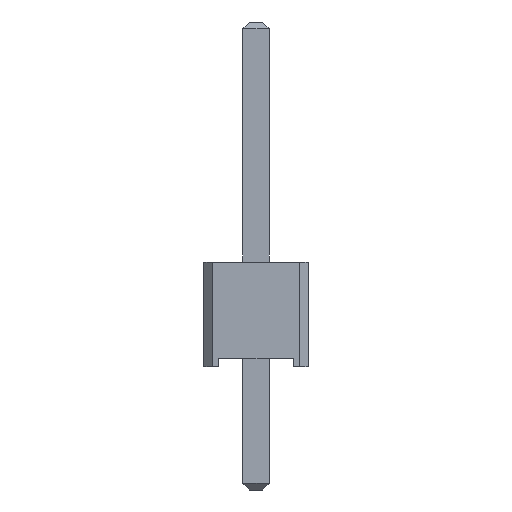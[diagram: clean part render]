
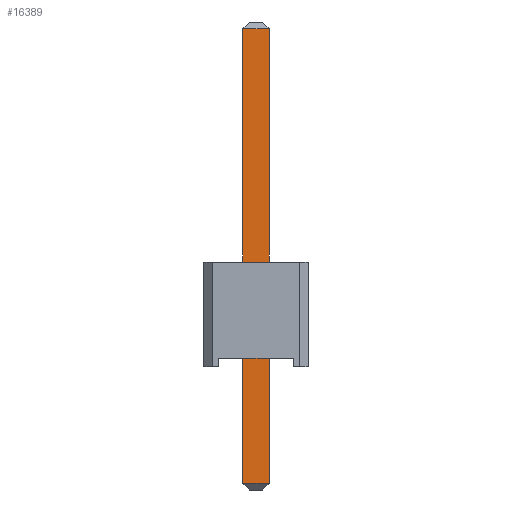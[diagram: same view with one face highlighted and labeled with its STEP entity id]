
A CAD part, left-side view. The second image highlights one B-rep face of the part: STEP entity #16389.
In plain terms, the highlighted planar face has unit normal (-1, 0, 0).
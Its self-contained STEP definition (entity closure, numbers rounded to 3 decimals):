
#16273 = EDGE_CURVE('',#16274,#16276,#16278,.T.);
#16274 = VERTEX_POINT('',#16275);
#16275 = CARTESIAN_POINT('',(-0.32,0.32,-2.84));
#16276 = VERTEX_POINT('',#16277);
#16277 = CARTESIAN_POINT('',(-0.32,0.32,8.22));
#16278 = SURFACE_CURVE('',#16279,(#16283,#16295),.PCURVE_S1.);
#16279 = LINE('',#16280,#16281);
#16280 = CARTESIAN_POINT('',(-0.32,0.32,-3.));
#16281 = VECTOR('',#16282,1.);
#16282 = DIRECTION('',(0.,0.,1.));
#16283 = PCURVE('',#16284,#16289);
#16284 = PLANE('',#16285);
#16285 = AXIS2_PLACEMENT_3D('',#16286,#16287,#16288);
#16286 = CARTESIAN_POINT('',(-0.32,0.32,-3.));
#16287 = DIRECTION('',(0.,1.,0.));
#16288 = DIRECTION('',(1.,0.,0.));
#16289 = DEFINITIONAL_REPRESENTATION('',(#16290),#16294);
#16290 = LINE('',#16291,#16292);
#16291 = CARTESIAN_POINT('',(0.,0.));
#16292 = VECTOR('',#16293,1.);
#16293 = DIRECTION('',(0.,-1.));
#16294 = ( GEOMETRIC_REPRESENTATION_CONTEXT(2) 
PARAMETRIC_REPRESENTATION_CONTEXT() REPRESENTATION_CONTEXT('2D SPACE',''
  ) );
#16295 = PCURVE('',#16296,#16301);
#16296 = PLANE('',#16297);
#16297 = AXIS2_PLACEMENT_3D('',#16298,#16299,#16300);
#16298 = CARTESIAN_POINT('',(-0.32,-0.32,-3.));
#16299 = DIRECTION('',(-1.,0.,0.));
#16300 = DIRECTION('',(0.,1.,0.));
#16301 = DEFINITIONAL_REPRESENTATION('',(#16302),#16306);
#16302 = LINE('',#16303,#16304);
#16303 = CARTESIAN_POINT('',(0.64,0.));
#16304 = VECTOR('',#16305,1.);
#16305 = DIRECTION('',(0.,-1.));
#16306 = ( GEOMETRIC_REPRESENTATION_CONTEXT(2) 
PARAMETRIC_REPRESENTATION_CONTEXT() REPRESENTATION_CONTEXT('2D SPACE',''
  ) );
#16389 = ADVANCED_FACE('',(#16390),#16296,.T.);
#16390 = FACE_BOUND('',#16391,.T.);
#16391 = EDGE_LOOP('',(#16392,#16422,#16448,#16449));
#16392 = ORIENTED_EDGE('',*,*,#16393,.T.);
#16393 = EDGE_CURVE('',#16394,#16396,#16398,.T.);
#16394 = VERTEX_POINT('',#16395);
#16395 = CARTESIAN_POINT('',(-0.32,-0.32,-2.84));
#16396 = VERTEX_POINT('',#16397);
#16397 = CARTESIAN_POINT('',(-0.32,-0.32,8.22));
#16398 = SURFACE_CURVE('',#16399,(#16403,#16410),.PCURVE_S1.);
#16399 = LINE('',#16400,#16401);
#16400 = CARTESIAN_POINT('',(-0.32,-0.32,-3.));
#16401 = VECTOR('',#16402,1.);
#16402 = DIRECTION('',(0.,0.,1.));
#16403 = PCURVE('',#16296,#16404);
#16404 = DEFINITIONAL_REPRESENTATION('',(#16405),#16409);
#16405 = LINE('',#16406,#16407);
#16406 = CARTESIAN_POINT('',(0.,0.));
#16407 = VECTOR('',#16408,1.);
#16408 = DIRECTION('',(0.,-1.));
#16409 = ( GEOMETRIC_REPRESENTATION_CONTEXT(2) 
PARAMETRIC_REPRESENTATION_CONTEXT() REPRESENTATION_CONTEXT('2D SPACE',''
  ) );
#16410 = PCURVE('',#16411,#16416);
#16411 = PLANE('',#16412);
#16412 = AXIS2_PLACEMENT_3D('',#16413,#16414,#16415);
#16413 = CARTESIAN_POINT('',(0.32,-0.32,-3.));
#16414 = DIRECTION('',(0.,-1.,0.));
#16415 = DIRECTION('',(-1.,0.,0.));
#16416 = DEFINITIONAL_REPRESENTATION('',(#16417),#16421);
#16417 = LINE('',#16418,#16419);
#16418 = CARTESIAN_POINT('',(0.64,0.));
#16419 = VECTOR('',#16420,1.);
#16420 = DIRECTION('',(0.,-1.));
#16421 = ( GEOMETRIC_REPRESENTATION_CONTEXT(2) 
PARAMETRIC_REPRESENTATION_CONTEXT() REPRESENTATION_CONTEXT('2D SPACE',''
  ) );
#16422 = ORIENTED_EDGE('',*,*,#16423,.T.);
#16423 = EDGE_CURVE('',#16396,#16276,#16424,.T.);
#16424 = SURFACE_CURVE('',#16425,(#16429,#16436),.PCURVE_S1.);
#16425 = LINE('',#16426,#16427);
#16426 = CARTESIAN_POINT('',(-0.32,-0.32,8.22));
#16427 = VECTOR('',#16428,1.);
#16428 = DIRECTION('',(0.,1.,0.));
#16429 = PCURVE('',#16296,#16430);
#16430 = DEFINITIONAL_REPRESENTATION('',(#16431),#16435);
#16431 = LINE('',#16432,#16433);
#16432 = CARTESIAN_POINT('',(0.,-11.22));
#16433 = VECTOR('',#16434,1.);
#16434 = DIRECTION('',(1.,0.));
#16435 = ( GEOMETRIC_REPRESENTATION_CONTEXT(2) 
PARAMETRIC_REPRESENTATION_CONTEXT() REPRESENTATION_CONTEXT('2D SPACE',''
  ) );
#16436 = PCURVE('',#16437,#16442);
#16437 = PLANE('',#16438);
#16438 = AXIS2_PLACEMENT_3D('',#16439,#16440,#16441);
#16439 = CARTESIAN_POINT('',(-0.24,-0.32,8.3));
#16440 = DIRECTION('',(-0.707,0.,
    0.707));
#16441 = DIRECTION('',(0.,-1.,0.));
#16442 = DEFINITIONAL_REPRESENTATION('',(#16443),#16447);
#16443 = LINE('',#16444,#16445);
#16444 = CARTESIAN_POINT('',(0.,-0.113));
#16445 = VECTOR('',#16446,1.);
#16446 = DIRECTION('',(-1.,0.));
#16447 = ( GEOMETRIC_REPRESENTATION_CONTEXT(2) 
PARAMETRIC_REPRESENTATION_CONTEXT() REPRESENTATION_CONTEXT('2D SPACE',''
  ) );
#16448 = ORIENTED_EDGE('',*,*,#16273,.F.);
#16449 = ORIENTED_EDGE('',*,*,#16450,.F.);
#16450 = EDGE_CURVE('',#16394,#16274,#16451,.T.);
#16451 = SURFACE_CURVE('',#16452,(#16456,#16463),.PCURVE_S1.);
#16452 = LINE('',#16453,#16454);
#16453 = CARTESIAN_POINT('',(-0.32,-0.32,-2.84));
#16454 = VECTOR('',#16455,1.);
#16455 = DIRECTION('',(0.,1.,0.));
#16456 = PCURVE('',#16296,#16457);
#16457 = DEFINITIONAL_REPRESENTATION('',(#16458),#16462);
#16458 = LINE('',#16459,#16460);
#16459 = CARTESIAN_POINT('',(0.,-0.16));
#16460 = VECTOR('',#16461,1.);
#16461 = DIRECTION('',(1.,0.));
#16462 = ( GEOMETRIC_REPRESENTATION_CONTEXT(2) 
PARAMETRIC_REPRESENTATION_CONTEXT() REPRESENTATION_CONTEXT('2D SPACE',''
  ) );
#16463 = PCURVE('',#16464,#16469);
#16464 = PLANE('',#16465);
#16465 = AXIS2_PLACEMENT_3D('',#16466,#16467,#16468);
#16466 = CARTESIAN_POINT('',(-0.24,-0.32,-2.92));
#16467 = DIRECTION('',(0.707,0.,0.707));
#16468 = DIRECTION('',(0.,-1.,0.));
#16469 = DEFINITIONAL_REPRESENTATION('',(#16470),#16474);
#16470 = LINE('',#16471,#16472);
#16471 = CARTESIAN_POINT('',(0.,-0.113));
#16472 = VECTOR('',#16473,1.);
#16473 = DIRECTION('',(-1.,0.));
#16474 = ( GEOMETRIC_REPRESENTATION_CONTEXT(2) 
PARAMETRIC_REPRESENTATION_CONTEXT() REPRESENTATION_CONTEXT('2D SPACE',''
  ) );
